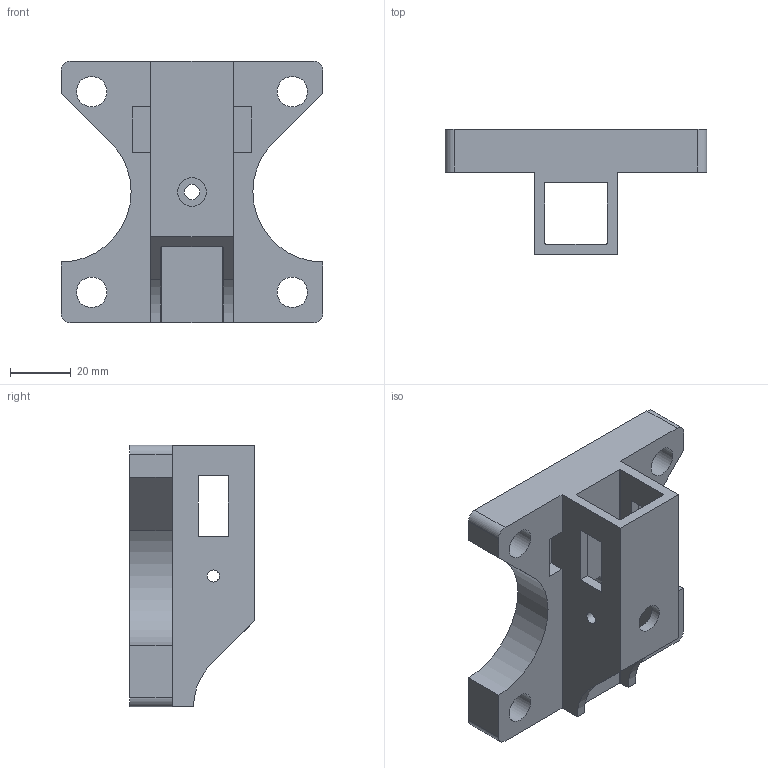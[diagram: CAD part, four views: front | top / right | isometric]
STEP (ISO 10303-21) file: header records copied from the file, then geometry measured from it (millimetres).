
FILE_DESCRIPTION(('FreeCAD Model'),'2;1');
FILE_NAME( 'z-outter-hinge-x2.step', '2019-08-07T09:40:03',('Author'),(''), 'Open CASCADE STEP processor 7.3','FreeCAD','Unknown');
FILE_SCHEMA(('AUTOMOTIVE_DESIGN_CC2 { 1 2 10303 214 -1 1 5 4 }'));
Length unit declared in the file: millimetre
Products named in the file (1): z-outter-hinge
Bounding box: 86 x 41 x 86 mm (x, y, z)
Volume: 93020.8 mm3; surface area: 28089.7 mm2
Topology: 1 solids, 1 shells, 65 faces, 177 edges, 118 vertices
Faces by surface type: plane 40, cylinder 25
Full cylindrical faces by diameter (mm): 4 x2, 5 x1, 9.4 x2, 10 x4, 12 x4
Entity records: 4897 total; most frequent: CARTESIAN_POINT 935, DIRECTION 627, LINE 369, VECTOR 369, ORIENTED_EDGE 354, PCURVE 354, DEFINITIONAL_REPRESENTATION 354, EDGE_CURVE 177
